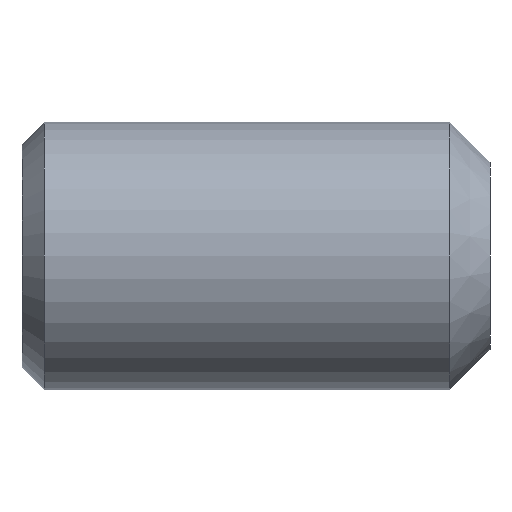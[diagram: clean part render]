
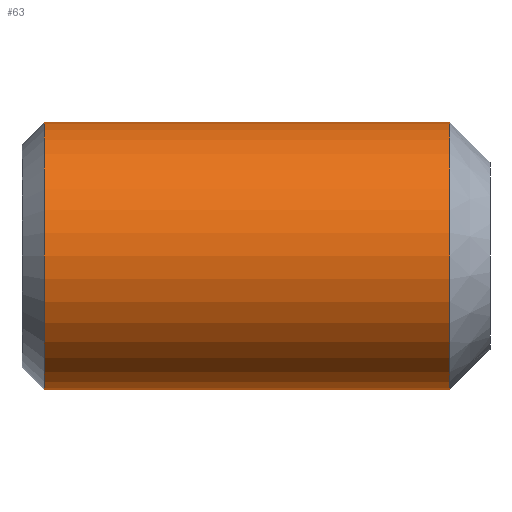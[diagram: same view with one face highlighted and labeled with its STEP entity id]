
A CAD part, front view. The second image highlights one B-rep face of the part: STEP entity #63.
In plain terms, the highlighted cylindrical face has radius 3 mm (diameter 6 mm), a partial arc.
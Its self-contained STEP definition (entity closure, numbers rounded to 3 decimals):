
#21 = FACE_OUTER_BOUND ( 'NONE', #177, .T. ) ;
#26 = ORIENTED_EDGE ( 'NONE', *, *, #334, .F. ) ;
#27 = DIRECTION ( 'NONE',  ( 0., 0., 1. ) ) ;
#35 = CARTESIAN_POINT ( 'NONE',  ( -12.7, 0., 3. ) ) ;
#63 = ADVANCED_FACE ( 'NONE', ( #21 ), #365, .T. ) ;
#89 = LINE ( 'NONE', #519, #452 ) ;
#100 = CIRCLE ( 'NONE', #232, 3. ) ;
#133 = CARTESIAN_POINT ( 'NONE',  ( 9.6, 0., -3. ) ) ;
#141 = LINE ( 'NONE', #35, #338 ) ;
#151 = DIRECTION ( 'NONE',  ( -1., 0., 0. ) ) ;
#156 = CARTESIAN_POINT ( 'NONE',  ( 0.5, 0., 3. ) ) ;
#175 = DIRECTION ( 'NONE',  ( -1., 0., 0. ) ) ;
#177 = EDGE_LOOP ( 'NONE', ( #26, #331, #447, #261 ) ) ;
#179 = VERTEX_POINT ( 'NONE', #133 ) ;
#183 = CARTESIAN_POINT ( 'NONE',  ( 0.5, 0., -3. ) ) ;
#213 = AXIS2_PLACEMENT_3D ( 'NONE', #307, #308, #227 ) ;
#227 = DIRECTION ( 'NONE',  ( 0., 0., 1. ) ) ;
#232 = AXIS2_PLACEMENT_3D ( 'NONE', #435, #271, #27 ) ;
#243 = VERTEX_POINT ( 'NONE', #183 ) ;
#261 = ORIENTED_EDGE ( 'NONE', *, *, #322, .F. ) ;
#271 = DIRECTION ( 'NONE',  ( -1., 0., 0. ) ) ;
#307 = CARTESIAN_POINT ( 'NONE',  ( 0.5, 0., 0. ) ) ;
#308 = DIRECTION ( 'NONE',  ( -1., 0., 0. ) ) ;
#322 = EDGE_CURVE ( 'NONE', #243, #520, #375, .T. ) ;
#331 = ORIENTED_EDGE ( 'NONE', *, *, #340, .T. ) ;
#334 = EDGE_CURVE ( 'NONE', #179, #243, #89, .T. ) ;
#338 = VECTOR ( 'NONE', #353, 1000. ) ;
#340 = EDGE_CURVE ( 'NONE', #179, #481, #100, .T. ) ;
#351 = CARTESIAN_POINT ( 'NONE',  ( 9.6, 0., 3. ) ) ;
#353 = DIRECTION ( 'NONE',  ( -1., 0., 0. ) ) ;
#363 = DIRECTION ( 'NONE',  ( 0., 0., 1. ) ) ;
#365 = CYLINDRICAL_SURFACE ( 'NONE', #415, 3. ) ;
#375 = CIRCLE ( 'NONE', #213, 3. ) ;
#414 = CARTESIAN_POINT ( 'NONE',  ( -12.7, 0., 0. ) ) ;
#415 = AXIS2_PLACEMENT_3D ( 'NONE', #414, #175, #363 ) ;
#435 = CARTESIAN_POINT ( 'NONE',  ( 9.6, 0., 0. ) ) ;
#447 = ORIENTED_EDGE ( 'NONE', *, *, #458, .T. ) ;
#452 = VECTOR ( 'NONE', #151, 1000. ) ;
#458 = EDGE_CURVE ( 'NONE', #481, #520, #141, .T. ) ;
#481 = VERTEX_POINT ( 'NONE', #351 ) ;
#519 = CARTESIAN_POINT ( 'NONE',  ( -12.7, 0., -3. ) ) ;
#520 = VERTEX_POINT ( 'NONE', #156 ) ;
